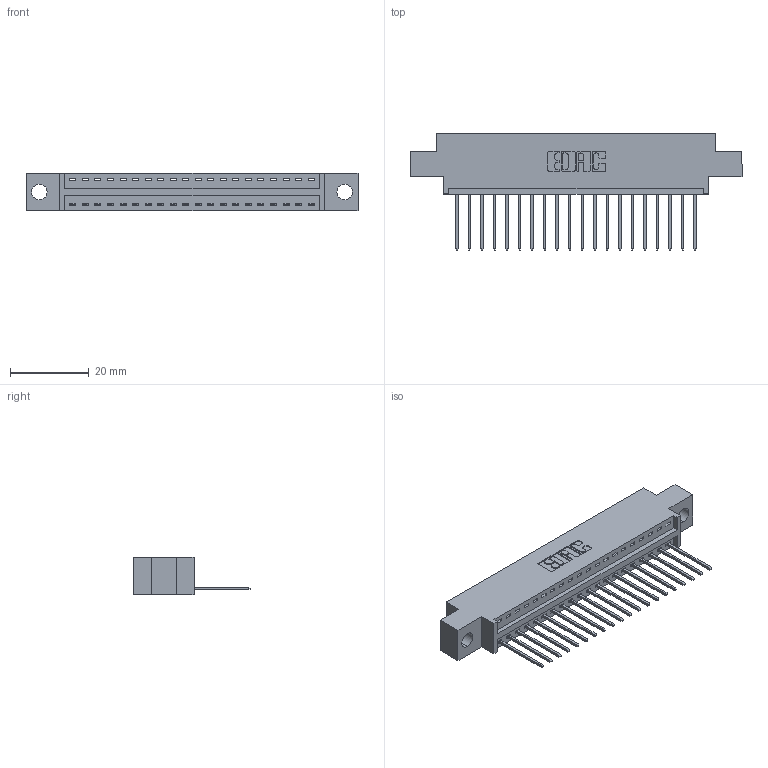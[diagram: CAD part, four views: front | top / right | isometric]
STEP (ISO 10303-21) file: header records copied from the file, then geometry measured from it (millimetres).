
FILE_DESCRIPTION (( 'STEP AP203' ), '1' );
FILE_NAME ('396-020-540-604.STEP', '2018-09-01T05:54:06', ( '' ), ( '' ), 'SwSTEP 2.0', 'SolidWorks 2016', '' );
FILE_SCHEMA (( 'CONFIG_CONTROL_DESIGN' ));
Length unit declared in the file: inch
Products named in the file (3): 346 Part_0.170 Offset - 0.156 Dia-TH; 345-292-001_345-293-140; 396-020-540-604
Assembly tree (21 placements, depth 2):
  396-020-540-604
    346 Part_0.170 Offset - 0.156 Dia-TH
    345-292-001_345-293-140  x20
Bounding box: 84.07 x 29.46 x 9.4 mm (x, y, z)
Volume: 7680.8 mm3; surface area: 9525.6 mm2
Topology: 21 solids, 21 shells, 1286 faces, 3861 edges, 2546 vertices
Faces by surface type: plane 880, cylinder 406
Entity records: 15527 total; most frequent: CARTESIAN_POINT 2676, ORIENTED_EDGE 2630, DIRECTION 2387, EDGE_CURVE 1315, LINE 1103, VECTOR 1103, VERTEX_POINT 874, AXIS2_PLACEMENT_3D 642
